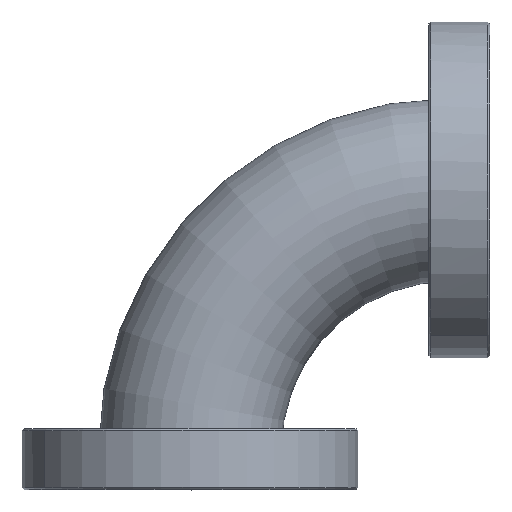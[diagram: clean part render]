
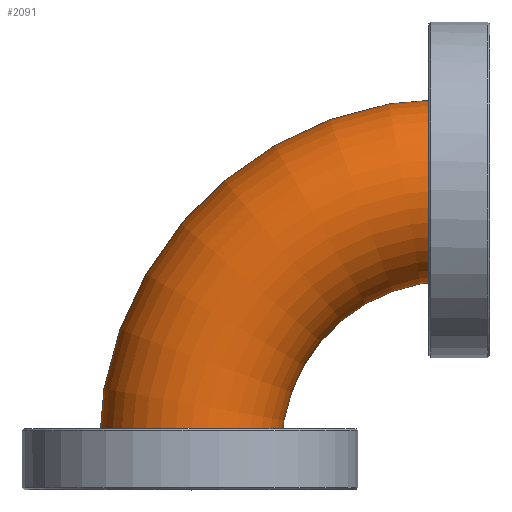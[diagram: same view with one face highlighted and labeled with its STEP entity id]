
A CAD part, top view. The second image highlights one B-rep face of the part: STEP entity #2091.
In plain terms, the highlighted toroidal (fillet/blend) face has major radius 54.2 mm and minor radius 19.05 mm.
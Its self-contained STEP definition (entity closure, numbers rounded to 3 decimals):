
#57 = CIRCLE ( 'NONE', #1709, 35.15 ) ;
#95 = AXIS2_PLACEMENT_3D ( 'NONE', #342, #1074, #2175 ) ;
#286 = TOROIDAL_SURFACE ( 'NONE', #1826, 54.2, 19.05 ) ;
#287 = CIRCLE ( 'NONE', #1357, 73.25 ) ;
#300 = EDGE_CURVE ( 'NONE', #1707, #683, #1213, .T. ) ;
#342 = CARTESIAN_POINT ( 'NONE',  ( 0., 3., 0. ) ) ;
#349 = CARTESIAN_POINT ( 'NONE',  ( 19.05, 3., 0. ) ) ;
#493 = AXIS2_PLACEMENT_3D ( 'NONE', #2313, #1973, #893 ) ;
#579 = CARTESIAN_POINT ( 'NONE',  ( 54.2, 3., 0. ) ) ;
#581 = VERTEX_POINT ( 'NONE', #2291 ) ;
#683 = VERTEX_POINT ( 'NONE', #349 ) ;
#721 = CARTESIAN_POINT ( 'NONE',  ( 54.2, 76.25, 0. ) ) ;
#777 = EDGE_CURVE ( 'NONE', #683, #1349, #57, .T. ) ;
#833 = ORIENTED_EDGE ( 'NONE', *, *, #997, .F. ) ;
#873 = ORIENTED_EDGE ( 'NONE', *, *, #1974, .T. ) ;
#884 = DIRECTION ( 'NONE',  ( 1., 0., 0. ) ) ;
#893 = DIRECTION ( 'NONE',  ( 0., 0., 1. ) ) ;
#974 = FACE_OUTER_BOUND ( 'NONE', #1634, .T. ) ;
#997 = EDGE_CURVE ( 'NONE', #2356, #1349, #2377, .T. ) ;
#1074 = DIRECTION ( 'NONE',  ( 0., 1., 0. ) ) ;
#1081 = DIRECTION ( 'NONE',  ( 0., 0., -1. ) ) ;
#1213 = CIRCLE ( 'NONE', #493, 19.05 ) ;
#1226 = DIRECTION ( 'NONE',  ( -1., 0., 0. ) ) ;
#1233 = CARTESIAN_POINT ( 'NONE',  ( 54.2, 57.2, 0. ) ) ;
#1251 = DIRECTION ( 'NONE',  ( 0., 0., -1. ) ) ;
#1268 = CARTESIAN_POINT ( 'NONE',  ( 54.2, 3., 0. ) ) ;
#1349 = VERTEX_POINT ( 'NONE', #2259 ) ;
#1357 = AXIS2_PLACEMENT_3D ( 'NONE', #1268, #1081, #2341 ) ;
#1404 = CARTESIAN_POINT ( 'NONE',  ( 54.2, 3., 0. ) ) ;
#1474 = ORIENTED_EDGE ( 'NONE', *, *, #777, .T. ) ;
#1490 = DIRECTION ( 'NONE',  ( 0., 0., -1. ) ) ;
#1634 = EDGE_LOOP ( 'NONE', ( #2309, #873, #2212, #1474, #833 ) ) ;
#1707 = VERTEX_POINT ( 'NONE', #2214 ) ;
#1709 = AXIS2_PLACEMENT_3D ( 'NONE', #1404, #1251, #1226 ) ;
#1751 = DIRECTION ( 'NONE',  ( 0., 0., 1. ) ) ;
#1826 = AXIS2_PLACEMENT_3D ( 'NONE', #579, #1490, #2233 ) ;
#1973 = DIRECTION ( 'NONE',  ( 0., 1., 0. ) ) ;
#1974 = EDGE_CURVE ( 'NONE', #581, #1707, #1975, .T. ) ;
#1975 = CIRCLE ( 'NONE', #95, 19.05 ) ;
#2091 = ADVANCED_FACE ( 'NONE', ( #974 ), #286, .T. ) ;
#2175 = DIRECTION ( 'NONE',  ( 0., 0., 1. ) ) ;
#2212 = ORIENTED_EDGE ( 'NONE', *, *, #300, .T. ) ;
#2214 = CARTESIAN_POINT ( 'NONE',  ( 0., 3., 19.05 ) ) ;
#2233 = DIRECTION ( 'NONE',  ( -1., 0., 0. ) ) ;
#2259 = CARTESIAN_POINT ( 'NONE',  ( 54.2, 38.15, 0. ) ) ;
#2264 = AXIS2_PLACEMENT_3D ( 'NONE', #1233, #884, #1751 ) ;
#2291 = CARTESIAN_POINT ( 'NONE',  ( -19.05, 3., 0. ) ) ;
#2309 = ORIENTED_EDGE ( 'NONE', *, *, #2362, .F. ) ;
#2313 = CARTESIAN_POINT ( 'NONE',  ( 0., 3., 0. ) ) ;
#2341 = DIRECTION ( 'NONE',  ( -1., 0., 0. ) ) ;
#2356 = VERTEX_POINT ( 'NONE', #721 ) ;
#2362 = EDGE_CURVE ( 'NONE', #581, #2356, #287, .T. ) ;
#2377 = CIRCLE ( 'NONE', #2264, 19.05 ) ;
